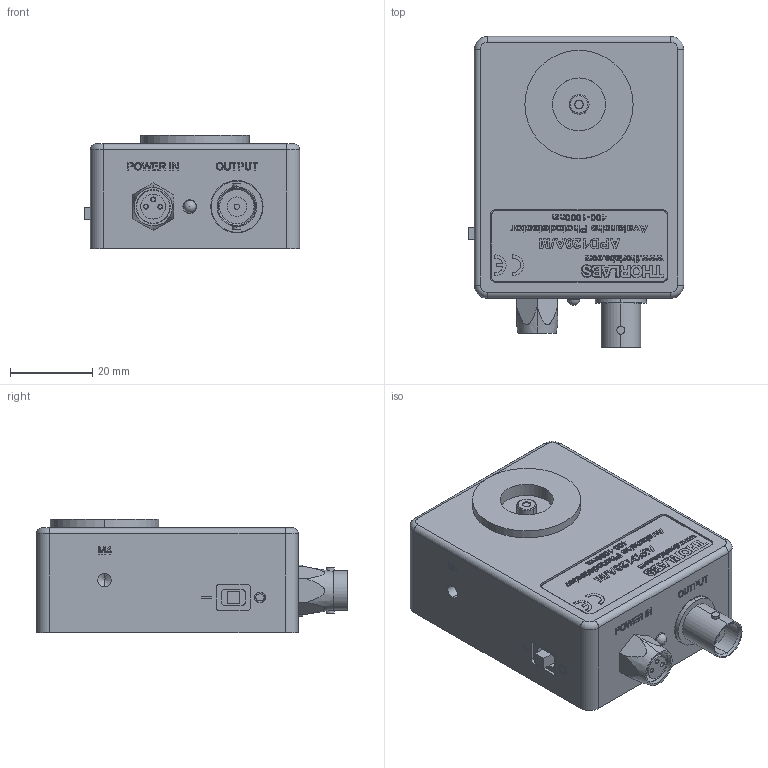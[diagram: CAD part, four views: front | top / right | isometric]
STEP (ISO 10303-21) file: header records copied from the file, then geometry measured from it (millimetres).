
FILE_DESCRIPTION (( 'STEP AP203' ), '1' );
FILE_NAME ('APD120AM.STEP', '2013-11-11T10:25:37', ( '' ), ( '' ), 'SwSTEP 2.0', 'SolidWorks 2012', '' );
FILE_SCHEMA (( 'CONFIG_CONTROL_DESIGN' ));
Length unit declared in the file: millimetre
Products named in the file (11): APD120AM; APD120x-Folie_APD120A-M; countersunk flat head cross recess screw_din_ISO 7046-1 - M2 x 4 - Z --- 4N; M0092-0545-0A-Deckel; Schalter-01_Off; S2382-Hamamatsu_Standard; M0094-000-0A-Leiterplatte; LED-04-gr黱 3mm runder Kopf; RKMF-01-3polig__RKMF4; BNC-Buchse-01; M0092-0550-0e bzw -0544-0e Gehäuse APD110 metrisch bzw zöllisch-mit und ohne Laserbeschriftung_M0092-0550-0B-(M4)
Assembly tree (13 placements, depth 2):
  APD120AM
    M0092-0550-0e bzw -0544-0e Gehäuse APD110 metrisch bzw zöllisch-mit und ohne Laserbeschriftung_M0092-0550-0B-(M4)
    BNC-Buchse-01
    RKMF-01-3polig__RKMF4
    LED-04-gr黱 3mm runder Kopf
    M0094-000-0A-Leiterplatte
    S2382-Hamamatsu_Standard
    Schalter-01_Off
    M0092-0545-0A-Deckel
    countersunk flat head cross recess screw_din_ISO 7046-1 - M2 x 4 - Z --- 4N  x4
    APD120x-Folie_APD120A-M
Bounding box: 52.26 x 75.46 x 27.43 mm (x, y, z)
Volume: 39548.6 mm3; surface area: 33778.7 mm2
Topology: 76 solids, 77 shells, 2271 faces, 5939 edges, 3887 vertices
Faces by surface type: plane 1455, bspline 414, cylinder 283, cone 102, torus 16, sphere 1
Entity records: 88543 total; most frequent: CARTESIAN_POINT 36528, ORIENTED_EDGE 11260, DIRECTION 8889, EDGE_CURVE 5630, VECTOR 4161, LINE 4161, VERTEX_POINT 3723, AXIS2_PLACEMENT_3D 2364
